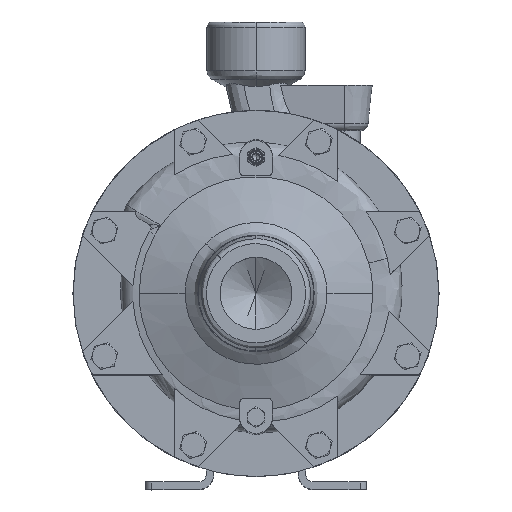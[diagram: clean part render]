
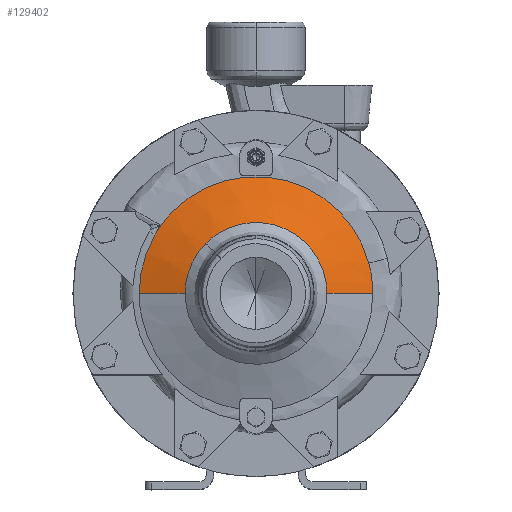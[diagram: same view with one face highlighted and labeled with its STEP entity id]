
A CAD part, top view. The second image highlights one B-rep face of the part: STEP entity #129402.
In plain terms, the highlighted conical face has half-angle 71.012 degrees and reference radius 92.864 mm.
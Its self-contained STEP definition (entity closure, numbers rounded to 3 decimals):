
#4428 = VERTEX_POINT ( 'NONE', #175754 ) ;
#4831 = CARTESIAN_POINT ( 'NONE',  ( -80.107, 46.25, 39. ) ) ;
#6635 = B_SPLINE_CURVE_WITH_KNOTS ( 'NONE', 7,
 ( #74433, #116833, #224957, #72993, #270216, #96354, #205927, #70118 ),
 .UNSPECIFIED., .F., .F.,
 ( 8, 8 ),
 ( -0.017, 0.008 ),
 .UNSPECIFIED. ) ;
#7518 = DIRECTION ( 'NONE',  ( 0., 0., -1. ) ) ;
#10587 = CARTESIAN_POINT ( 'NONE',  ( -91.456, 14.004, 39. ) ) ;
#13254 = VERTEX_POINT ( 'NONE', #188634 ) ;
#13442 = CARTESIAN_POINT ( 'NONE',  ( -92.5, 0., 39. ) ) ;
#13765 = VERTEX_POINT ( 'NONE', #270767 ) ;
#19710 = CARTESIAN_POINT ( 'NONE',  ( 31.379, 46.962, 51.518 ) ) ;
#23285 = ORIENTED_EDGE ( 'NONE', *, *, #95545, .F. ) ;
#27953 = CARTESIAN_POINT ( 'NONE',  ( -56.12, 1.837, 51.518 ) ) ;
#34385 = CARTESIAN_POINT ( 'NONE',  ( 56.12, 3.673, 51.518 ) ) ;
#39205 = VERTEX_POINT ( 'NONE', #41954 ) ;
#41600 = CARTESIAN_POINT ( 'NONE',  ( 39.938, 39.938, 51.518 ) ) ;
#41954 = CARTESIAN_POINT ( 'NONE',  ( -65.407, 65.407, 39. ) ) ;
#42780 = CARTESIAN_POINT ( 'NONE',  ( 0., 0., 39. ) ) ;
#45877 = CARTESIAN_POINT ( 'NONE',  ( 11.02, 55.396, 51.518 ) ) ;
#49838 = CARTESIAN_POINT ( 'NONE',  ( -54.861, 12.779, 51.518 ) ) ;
#52915 = CARTESIAN_POINT ( 'NONE',  ( -82.142, 42.726, 39. ) ) ;
#55773 = CARTESIAN_POINT ( 'NONE',  ( -92.5, 4.028, 39. ) ) ;
#56667 = VECTOR ( 'NONE', #212827, 1000. ) ;
#59799 = DIRECTION ( 'NONE',  ( 0., 0., -1. ) ) ;
#66348 = CARTESIAN_POINT ( 'NONE',  ( -5.51, 55.939, 51.518 ) ) ;
#66477 = ORIENTED_EDGE ( 'NONE', *, *, #272435, .F. ) ;
#70118 = CARTESIAN_POINT ( 'NONE',  ( -65.407, 65.407, 39. ) ) ;
#72993 = CARTESIAN_POINT ( 'NONE',  ( -74.528, 55.007, 39. ) ) ;
#74433 = CARTESIAN_POINT ( 'NONE',  ( -80.107, 46.25, 39. ) ) ;
#76253 = CARTESIAN_POINT ( 'NONE',  ( -83.928, 39.098, 39. ) ) ;
#79134 = CARTESIAN_POINT ( 'NONE',  ( -89.888, 21.921, 39. ) ) ;
#80424 = EDGE_CURVE ( 'NONE', #252373, #39205, #6635, .T. ) ;
#88266 = CARTESIAN_POINT ( 'NONE',  ( 46.962, 31.379, 51.518 ) ) ;
#89694 = CARTESIAN_POINT ( 'NONE',  ( 1.83, 56.3, 51.518 ) ) ;
#91009 = EDGE_LOOP ( 'NONE', ( #216895, #122902, #23285, #66477, #192969, #146273, #216008, #224246 ) ) ;
#91981 = AXIS2_PLACEMENT_3D ( 'NONE', #42780, #263355, #244290 ) ;
#93656 = FACE_OUTER_BOUND ( 'NONE', #91009, .T. ) ;
#94325 = CARTESIAN_POINT ( 'NONE',  ( -56.12, 0., 51.518 ) ) ;
#94461 = CIRCLE ( 'NONE', #248323, 92.5 ) ;
#95545 = EDGE_CURVE ( 'NONE', #179745, #13254, #199401, .T. ) ;
#96354 = CARTESIAN_POINT ( 'NONE',  ( -70.191, 60.41, 39. ) ) ;
#97615 = VERTEX_POINT ( 'NONE', #134743 ) ;
#99903 = B_SPLINE_CURVE_WITH_KNOTS ( 'NONE', 3,
 ( #140374, #206109, #160838, #228021, #49838, #138912, #27953, #178487 ),
 .UNSPECIFIED., .F., .F.,
 ( 4, 1, 1, 1, 1, 4 ),
 ( 0., 0.062, 0.125, 0.187, 0.219, 0.25 ),
 .UNSPECIFIED. ) ;
#102488 = CARTESIAN_POINT ( 'NONE',  ( -87.013, 31.644, 39. ) ) ;
#108741 = CARTESIAN_POINT ( 'NONE',  ( 52.182, 21.614, 51.518 ) ) ;
#116833 = CARTESIAN_POINT ( 'NONE',  ( -78.377, 49.247, 39. ) ) ;
#122902 = ORIENTED_EDGE ( 'NONE', *, *, #249304, .T. ) ;
#129402 = ADVANCED_FACE ( 'NONE', ( #93656 ), #254611, .T. ) ;
#129606 = LINE ( 'NONE', #199645, #216032 ) ;
#134743 = CARTESIAN_POINT ( 'NONE',  ( -92.5, 0., 39. ) ) ;
#138912 = CARTESIAN_POINT ( 'NONE',  ( -55.939, 5.51, 51.518 ) ) ;
#140374 = CARTESIAN_POINT ( 'NONE',  ( -39.683, 39.683, 51.518 ) ) ;
#141079 = B_SPLINE_CURVE_WITH_KNOTS ( 'NONE', 3,
 ( #13442, #55773, #169697, #10587, #276371, #279245, #79134, #168260, #102488, #76253, #52915, #257336 ),
 .UNSPECIFIED., .F., .F.,
 ( 4, 2, 2, 2, 2, 4 ),
 ( 0.131, 0.143, 0.15, 0.156, 0.168, 0.18 ),
 .UNSPECIFIED. ) ;
#146273 = ORIENTED_EDGE ( 'NONE', *, *, #212335, .F. ) ;
#151814 = CARTESIAN_POINT ( 'NONE',  ( 0., 0., 39. ) ) ;
#155456 = CARTESIAN_POINT ( 'NONE',  ( -37.089, 42.276, 51.518 ) ) ;
#160838 = CARTESIAN_POINT ( 'NONE',  ( -46.964, 31.377, 51.518 ) ) ;
#160844 = CARTESIAN_POINT ( 'NONE',  ( 0., 0., 38.875 ) ) ;
#161454 = VERTEX_POINT ( 'NONE', #94325 ) ;
#161770 = EDGE_CURVE ( 'NONE', #13765, #4428, #274806, .T. ) ;
#168260 = CARTESIAN_POINT ( 'NONE',  ( -88.312, 27.816, 39. ) ) ;
#169697 = CARTESIAN_POINT ( 'NONE',  ( -92.238, 8.033, 39. ) ) ;
#174543 = CARTESIAN_POINT ( 'NONE',  ( 56.12, 0., 51.518 ) ) ;
#174900 = DIRECTION ( 'NONE',  ( -0.946, 0., -0.325 ) ) ;
#175754 = CARTESIAN_POINT ( 'NONE',  ( -39.683, 39.683, 51.518 ) ) ;
#178487 = CARTESIAN_POINT ( 'NONE',  ( -56.12, 0., 51.518 ) ) ;
#179745 = VERTEX_POINT ( 'NONE', #208100 ) ;
#180261 = CARTESIAN_POINT ( 'NONE',  ( -21.616, 52.181, 51.518 ) ) ;
#183225 = EDGE_CURVE ( 'NONE', #4428, #161454, #99903, .T. ) ;
#186631 = CARTESIAN_POINT ( 'NONE',  ( 92.864, 0., 38.875 ) ) ;
#188634 = CARTESIAN_POINT ( 'NONE',  ( 92.5, 0., 39. ) ) ;
#192969 = ORIENTED_EDGE ( 'NONE', *, *, #80424, .F. ) ;
#199287 = CARTESIAN_POINT ( 'NONE',  ( -31.377, 46.964, 51.518 ) ) ;
#199401 = CIRCLE ( 'NONE', #91981, 92.5 ) ;
#199645 = CARTESIAN_POINT ( 'NONE',  ( -92.864, 0., 38.875 ) ) ;
#202156 = CARTESIAN_POINT ( 'NONE',  ( -12.779, 54.861, 51.518 ) ) ;
#205927 = CARTESIAN_POINT ( 'NONE',  ( -67.853, 62.962, 39. ) ) ;
#206109 = CARTESIAN_POINT ( 'NONE',  ( -42.276, 37.089, 51.518 ) ) ;
#208100 = CARTESIAN_POINT ( 'NONE',  ( 89.348, 23.941, 39. ) ) ;
#208511 = LINE ( 'NONE', #186631, #56667 ) ;
#212335 = EDGE_CURVE ( 'NONE', #97615, #252373, #141079, .T. ) ;
#212827 = DIRECTION ( 'NONE',  ( 0.946, 0., -0.325 ) ) ;
#216008 = ORIENTED_EDGE ( 'NONE', *, *, #274888, .F. ) ;
#216032 = VECTOR ( 'NONE', #174900, 1000. ) ;
#216895 = ORIENTED_EDGE ( 'NONE', *, *, #161770, .F. ) ;
#219777 = CARTESIAN_POINT ( 'NONE',  ( 21.614, 52.182, 51.518 ) ) ;
#224246 = ORIENTED_EDGE ( 'NONE', *, *, #183225, .F. ) ;
#224957 = CARTESIAN_POINT ( 'NONE',  ( -76.516, 52.169, 39. ) ) ;
#228021 = CARTESIAN_POINT ( 'NONE',  ( -52.181, 21.616, 51.518 ) ) ;
#229479 = DIRECTION ( 'NONE',  ( -1., 0., 0. ) ) ;
#241691 = CARTESIAN_POINT ( 'NONE',  ( 55.396, 11.019, 51.518 ) ) ;
#244290 = DIRECTION ( 'NONE',  ( -1., 0., 0. ) ) ;
#248323 = AXIS2_PLACEMENT_3D ( 'NONE', #151814, #59799, #264251 ) ;
#249304 = EDGE_CURVE ( 'NONE', #13765, #13254, #208511, .T. ) ;
#249762 = AXIS2_PLACEMENT_3D ( 'NONE', #160844, #7518, #229479 ) ;
#252373 = VERTEX_POINT ( 'NONE', #4831 ) ;
#254611 = CONICAL_SURFACE ( 'NONE', #249762, 92.864, 1.239 ) ;
#257336 = CARTESIAN_POINT ( 'NONE',  ( -80.107, 46.25, 39. ) ) ;
#263355 = DIRECTION ( 'NONE',  ( 0., 0., -1. ) ) ;
#264251 = DIRECTION ( 'NONE',  ( -1., 0., 0. ) ) ;
#270216 = CARTESIAN_POINT ( 'NONE',  ( -72.418, 57.757, 39. ) ) ;
#270767 = CARTESIAN_POINT ( 'NONE',  ( 56.12, 0., 51.518 ) ) ;
#272435 = EDGE_CURVE ( 'NONE', #39205, #179745, #94461, .T. ) ;
#274806 = B_SPLINE_CURVE_WITH_KNOTS ( 'NONE', 3,
 ( #174543, #34385, #241691, #108741, #88266, #41600, #19710, #219777, #45877, #89694, #66348, #202156, #180261, #199287, #155456, #288377 ),
 .UNSPECIFIED., .F., .F.,
 ( 4, 1, 1, 1, 1, 1, 1, 1, 1, 1, 1, 1, 1, 4 ),
 ( 0.25, 0.312, 0.375, 0.437, 0.5, 0.562, 0.625, 0.687, 0.75, 0.781, 0.813, 0.875, 0.938, 1. ),
 .UNSPECIFIED. ) ;
#274888 = EDGE_CURVE ( 'NONE', #161454, #97615, #129606, .T. ) ;
#276371 = CARTESIAN_POINT ( 'NONE',  ( -91.13, 15.989, 39. ) ) ;
#279245 = CARTESIAN_POINT ( 'NONE',  ( -90.346, 19.946, 39. ) ) ;
#288377 = CARTESIAN_POINT ( 'NONE',  ( -39.683, 39.683, 51.518 ) ) ;
